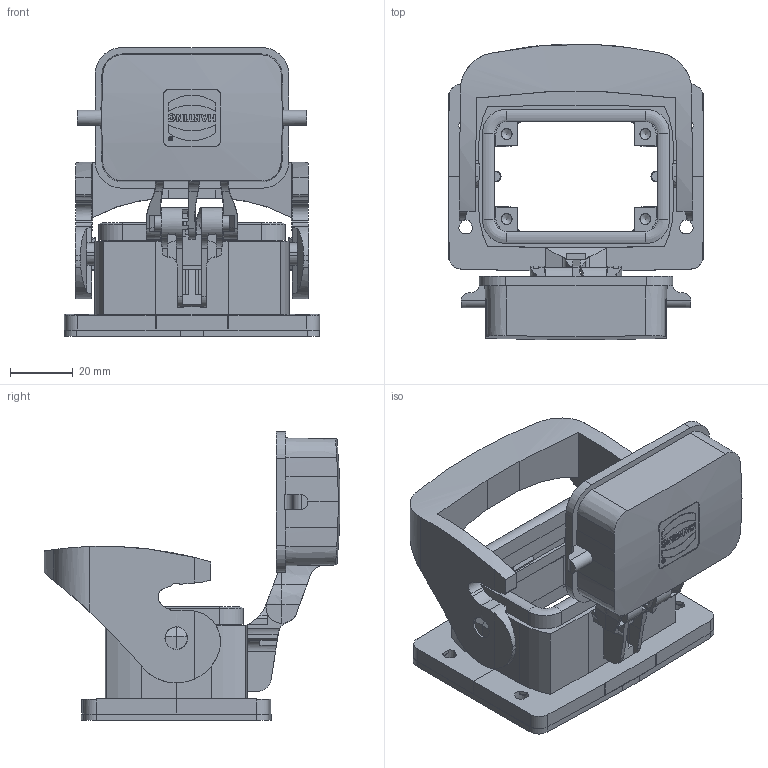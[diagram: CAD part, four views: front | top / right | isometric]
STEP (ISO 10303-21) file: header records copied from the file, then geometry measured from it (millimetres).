
FILE_DESCRIPTION(/* description */ (''),/* implementation_level */ '2;1');
FILE_NAME(/* name */ '100778246ugm000_c.stp',/* time_stamp */ '2022-03-12T07:52:17+01:00',/* author */ (''),/* organization */ (''),/* preprocessor_version */ 'ST-DEVELOPER v16.7',/* originating_system */ 'SIEMENS PLM Software NX 1911',/* authorisation */ '');
FILE_SCHEMA (('AUTOMOTIVE_DESIGN { 1 0 10303 214 3 1 1 1 }'));
Length unit declared in the file: millimetre
Products named in the file (1): 100778246ugm000_c
Bounding box: 81 x 93.9 x 91.65 mm (x, y, z)
Volume: 85343.1 mm3; surface area: 51270.2 mm2
Topology: 3 solids, 4 shells, 903 faces, 2563 edges, 1682 vertices
Faces by surface type: plane 636, cylinder 173, cone 74, bspline 9, extrusion 7, torus 4
Full cylindrical faces by diameter (mm): 1.006 x1, 1.477 x1, 3.4 x4, 3.5 x4, 4.675 x4, 4.8 x2, 7.2 x2
Entity records: 35836 total; most frequent: CARTESIAN_POINT 6580, ORIENTED_EDGE 5020, DIRECTION 4700, EDGE_CURVE 2510, VECTOR 1768, LINE 1761, VERTEX_POINT 1658, AXIS2_PLACEMENT_3D 1466
